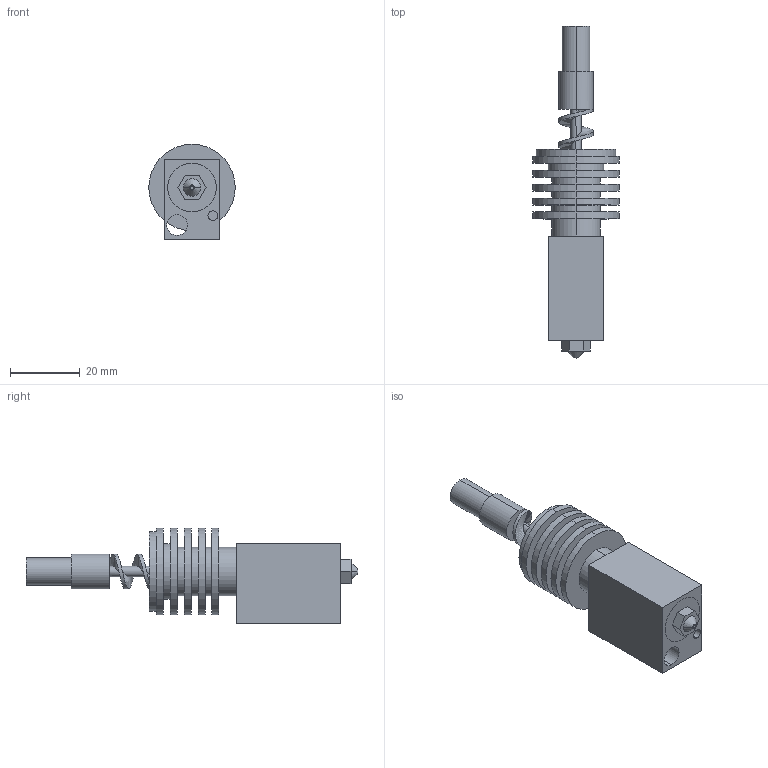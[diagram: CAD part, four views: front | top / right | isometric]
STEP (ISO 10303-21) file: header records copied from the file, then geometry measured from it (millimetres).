
FILE_DESCRIPTION (( 'STEP AP214' ), '1' );
FILE_NAME ('extrusor_pellet_hotend.STEP', '2026-02-06T08:38:30', ( '' ), ( '' ), 'SwSTEP 2.0', 'SolidWorks 2024', '' );
FILE_SCHEMA (( 'AUTOMOTIVE_DESIGN' ));
Length unit declared in the file: millimetre
Products named in the file (5): nozzle; extrusor_pellet_hotend; screw; barrel; heater block
Assembly tree (4 placements, depth 2):
  extrusor_pellet_hotend
    barrel
    heater block
    screw
    nozzle
Bounding box: 24.85 x 95.5 x 27.43 mm (x, y, z)
Volume: 16621.1 mm3; surface area: 15966.5 mm2
Topology: 4 solids, 4 shells, 106 faces, 241 edges, 158 vertices
Faces by surface type: cylinder 54, plane 35, cone 14, bspline 3
Entity records: 5773 total; most frequent: CARTESIAN_POINT 3231, DIRECTION 518, ORIENTED_EDGE 482, EDGE_CURVE 241, AXIS2_PLACEMENT_3D 209, VERTEX_POINT 158, EDGE_LOOP 131, ADVANCED_FACE 106
